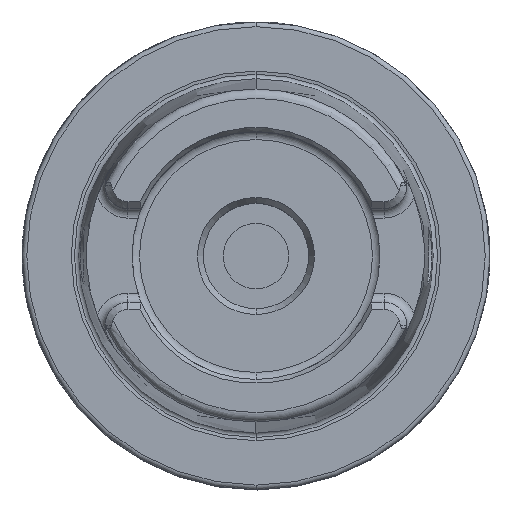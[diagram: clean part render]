
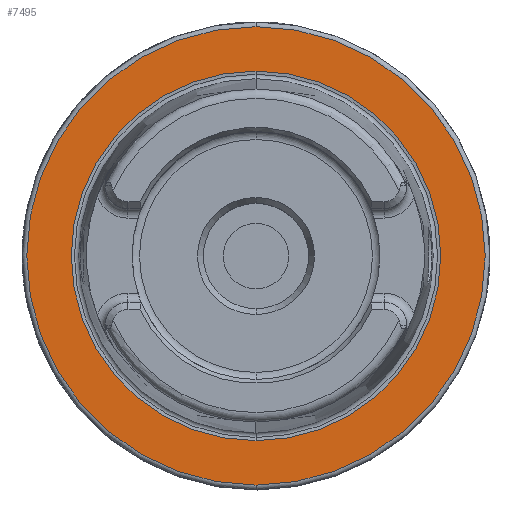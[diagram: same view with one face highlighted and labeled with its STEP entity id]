
A CAD part, top view. The second image highlights one B-rep face of the part: STEP entity #7495.
In plain terms, the highlighted planar face has unit normal (0, 0, 1).
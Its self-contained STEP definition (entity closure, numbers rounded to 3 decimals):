
#1727=CARTESIAN_POINT('',(0,0,29));
#1728=DIRECTION('',(0,0,1));
#1729=DIRECTION('',(0,1,0));
#1730=AXIS2_PLACEMENT_3D('',#1727,#1728,#1729);
#1732=CARTESIAN_POINT('',(0,0,29));
#1733=DIRECTION('',(0,0,1));
#1734=DIRECTION('',(0,-1,0));
#1735=AXIS2_PLACEMENT_3D('',#1732,#1733,#1734);
#1745=CARTESIAN_POINT('',(0,0,29));
#1746=DIRECTION('',(0,0,1));
#1747=DIRECTION('',(0,1,0));
#1748=AXIS2_PLACEMENT_3D('',#1745,#1746,#1747);
#1750=CARTESIAN_POINT('',(0,0,29));
#1751=DIRECTION('',(0,0,-1));
#1752=DIRECTION('',(0,1,0));
#1753=AXIS2_PLACEMENT_3D('',#1750,#1751,#1752);
#4567=CARTESIAN_POINT('',(0,39.499,29));
#4569=VERTEX_POINT('',#4567);
#4603=CARTESIAN_POINT('',(0,-39.499,29));
#4605=VERTEX_POINT('',#4603);
#4615=CARTESIAN_POINT('',(0,49,29));
#4616=CARTESIAN_POINT('',(0.,-49,29));
#4617=VERTEX_POINT('',#4615);
#4618=VERTEX_POINT('',#4616);
#7479=CARTESIAN_POINT('',(0,0,29));
#7480=DIRECTION('',(0,0,-1));
#7481=DIRECTION('',(0,-1,0));
#7482=AXIS2_PLACEMENT_3D('',#7479,#7480,#7481);
#7483=PLANE('',#7482);
#7484=ORIENTED_EDGE('',*,*,#7469,.F.);
#7486=ORIENTED_EDGE('',*,*,#7485,.F.);
#7487=EDGE_LOOP('',(#7484,#7486));
#7488=FACE_OUTER_BOUND('',#7487,.F.);
#7490=ORIENTED_EDGE('',*,*,#7489,.T.);
#7492=ORIENTED_EDGE('',*,*,#7491,.F.);
#7493=EDGE_LOOP('',(#7490,#7492));
#7494=FACE_BOUND('',#7493,.F.);
#7495=ADVANCED_FACE('',(#7488,#7494),#7483,.F.);
#1731=CIRCLE('',#1730,49);
#1736=CIRCLE('',#1735,49);
#1749=CIRCLE('',#1748,39.499);
#1754=CIRCLE('',#1753,39.499);
#7469=EDGE_CURVE('',#4617,#4618,#1731,.T.);
#7485=EDGE_CURVE('',#4618,#4617,#1736,.T.);
#7489=EDGE_CURVE('',#4569,#4605,#1749,.T.);
#7491=EDGE_CURVE('',#4569,#4605,#1754,.T.);
